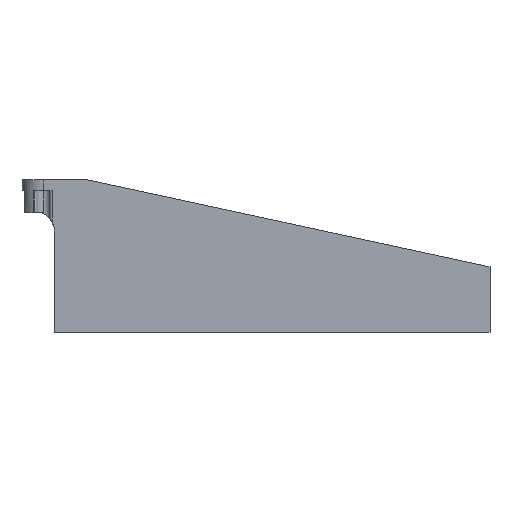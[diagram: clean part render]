
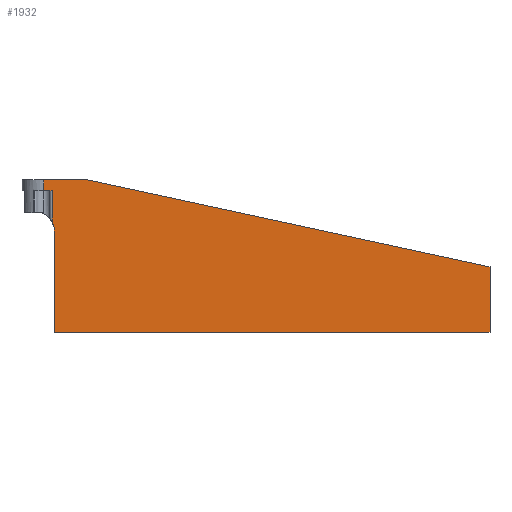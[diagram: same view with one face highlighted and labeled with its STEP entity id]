
A CAD part, top view. The second image highlights one B-rep face of the part: STEP entity #1932.
In plain terms, the highlighted planar face has unit normal (0, 0, 1).
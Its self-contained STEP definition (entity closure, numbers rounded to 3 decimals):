
#32 = VERTEX_POINT ( 'NONE', #137 ) ;
#62 = DIRECTION ( 'NONE',  ( 0., -1., 0. ) ) ;
#100 = CARTESIAN_POINT ( 'NONE',  ( 0., -15., 10. ) ) ;
#105 = DIRECTION ( 'NONE',  ( -0.977, 0.211, 0. ) ) ;
#113 = EDGE_CURVE ( 'NONE', #1940, #205, #1512, .T. ) ;
#121 = DIRECTION ( 'NONE',  ( 0., 1., 0. ) ) ;
#127 = CARTESIAN_POINT ( 'NONE',  ( 3.992, 3.461, 10. ) ) ;
#137 = CARTESIAN_POINT ( 'NONE',  ( 3.807, -19.405, 10. ) ) ;
#190 = LINE ( 'NONE', #910, #2284 ) ;
#205 = VERTEX_POINT ( 'NONE', #343 ) ;
#294 = EDGE_LOOP ( 'NONE', ( #1764, #400, #1925, #2178, #1778, #2116, #1833, #2135, #2134 ) ) ;
#335 = VECTOR ( 'NONE', #105, 1000. ) ;
#343 = CARTESIAN_POINT ( 'NONE',  ( 20., 0., 10. ) ) ;
#388 = DIRECTION ( 'NONE',  ( 1., 0., 0. ) ) ;
#400 = ORIENTED_EDGE ( 'NONE', *, *, #423, .T. ) ;
#409 = AXIS2_PLACEMENT_3D ( 'NONE', #1510, #2205, #638 ) ;
#423 = EDGE_CURVE ( 'NONE', #1865, #32, #2008, .T. ) ;
#514 = DIRECTION ( 'NONE',  ( 0., 1., 0. ) ) ;
#537 = DIRECTION ( 'NONE',  ( 1., 0., 0. ) ) ;
#549 = LINE ( 'NONE', #2120, #1030 ) ;
#621 = EDGE_CURVE ( 'NONE', #751, #205, #1725, .T. ) ;
#638 = DIRECTION ( 'NONE',  ( 1., 0., 0. ) ) ;
#729 = CARTESIAN_POINT ( 'NONE',  ( 5., -70., 10. ) ) ;
#751 = VERTEX_POINT ( 'NONE', #1262 ) ;
#814 = CIRCLE ( 'NONE', #409, 10. ) ;
#850 = EDGE_CURVE ( 'NONE', #1644, #1940, #1731, .T. ) ;
#859 = LINE ( 'NONE', #1898, #1354 ) ;
#910 = CARTESIAN_POINT ( 'NONE',  ( 0., -5., 10. ) ) ;
#913 = VERTEX_POINT ( 'NONE', #2232 ) ;
#941 = VECTOR ( 'NONE', #62, 1000. ) ;
#986 = DIRECTION ( 'NONE',  ( 0., 0., 1. ) ) ;
#1030 = VECTOR ( 'NONE', #537, 1000. ) ;
#1038 = EDGE_CURVE ( 'NONE', #1644, #1865, #190, .T. ) ;
#1053 = CARTESIAN_POINT ( 'NONE',  ( 5., -70., 10. ) ) ;
#1156 = FACE_OUTER_BOUND ( 'NONE', #294, .T. ) ;
#1187 = VECTOR ( 'NONE', #121, 1000. ) ;
#1191 = CARTESIAN_POINT ( 'NONE',  ( 0., -5., 10. ) ) ;
#1262 = CARTESIAN_POINT ( 'NONE',  ( 205., -40., 10. ) ) ;
#1263 = VECTOR ( 'NONE', #1804, 1000. ) ;
#1354 = VECTOR ( 'NONE', #1355, 1000. ) ;
#1355 = DIRECTION ( 'NONE',  ( 0., 1., 0. ) ) ;
#1427 = EDGE_CURVE ( 'NONE', #1773, #2147, #2094, .T. ) ;
#1510 = CARTESIAN_POINT ( 'NONE',  ( -5., -24.142, 10. ) ) ;
#1512 = LINE ( 'NONE', #2043, #1263 ) ;
#1609 = CARTESIAN_POINT ( 'NONE',  ( 5., -24.142, 10. ) ) ;
#1644 = VERTEX_POINT ( 'NONE', #1191 ) ;
#1654 = EDGE_CURVE ( 'NONE', #913, #751, #859, .T. ) ;
#1687 = DIRECTION ( 'NONE',  ( 1., 0., 0. ) ) ;
#1725 = LINE ( 'NONE', #127, #335 ) ;
#1731 = LINE ( 'NONE', #100, #1187 ) ;
#1764 = ORIENTED_EDGE ( 'NONE', *, *, #1038, .T. ) ;
#1773 = VERTEX_POINT ( 'NONE', #729 ) ;
#1778 = ORIENTED_EDGE ( 'NONE', *, *, #2129, .T. ) ;
#1804 = DIRECTION ( 'NONE',  ( 1., 0., 0. ) ) ;
#1813 = AXIS2_PLACEMENT_3D ( 'NONE', #1859, #986, #1687 ) ;
#1823 = CARTESIAN_POINT ( 'NONE',  ( 3.807, -16.375, 10. ) ) ;
#1833 = ORIENTED_EDGE ( 'NONE', *, *, #621, .T. ) ;
#1859 = CARTESIAN_POINT ( 'NONE',  ( 0., -15., 10. ) ) ;
#1865 = VERTEX_POINT ( 'NONE', #2184 ) ;
#1898 = CARTESIAN_POINT ( 'NONE',  ( 205., -70., 10. ) ) ;
#1908 = EDGE_CURVE ( 'NONE', #32, #2147, #814, .T. ) ;
#1925 = ORIENTED_EDGE ( 'NONE', *, *, #1908, .T. ) ;
#1932 = ADVANCED_FACE ( 'NONE', ( #1156 ), #2028, .T. ) ;
#1940 = VERTEX_POINT ( 'NONE', #2051 ) ;
#2008 = LINE ( 'NONE', #1823, #941 ) ;
#2021 = VECTOR ( 'NONE', #514, 1000. ) ;
#2028 = PLANE ( 'NONE',  #1813 ) ;
#2043 = CARTESIAN_POINT ( 'NONE',  ( 0., 0., 10. ) ) ;
#2051 = CARTESIAN_POINT ( 'NONE',  ( 0., 0., 10. ) ) ;
#2094 = LINE ( 'NONE', #1053, #2021 ) ;
#2116 = ORIENTED_EDGE ( 'NONE', *, *, #1654, .T. ) ;
#2120 = CARTESIAN_POINT ( 'NONE',  ( 5., -70., 10. ) ) ;
#2129 = EDGE_CURVE ( 'NONE', #1773, #913, #549, .T. ) ;
#2134 = ORIENTED_EDGE ( 'NONE', *, *, #850, .F. ) ;
#2135 = ORIENTED_EDGE ( 'NONE', *, *, #113, .F. ) ;
#2147 = VERTEX_POINT ( 'NONE', #1609 ) ;
#2178 = ORIENTED_EDGE ( 'NONE', *, *, #1427, .F. ) ;
#2184 = CARTESIAN_POINT ( 'NONE',  ( 3.807, -5., 10. ) ) ;
#2205 = DIRECTION ( 'NONE',  ( 0., 0., -1. ) ) ;
#2232 = CARTESIAN_POINT ( 'NONE',  ( 205., -70., 10. ) ) ;
#2284 = VECTOR ( 'NONE', #388, 1000. ) ;
